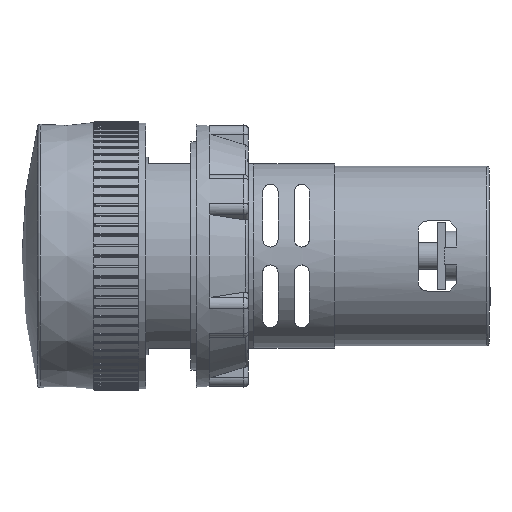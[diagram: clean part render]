
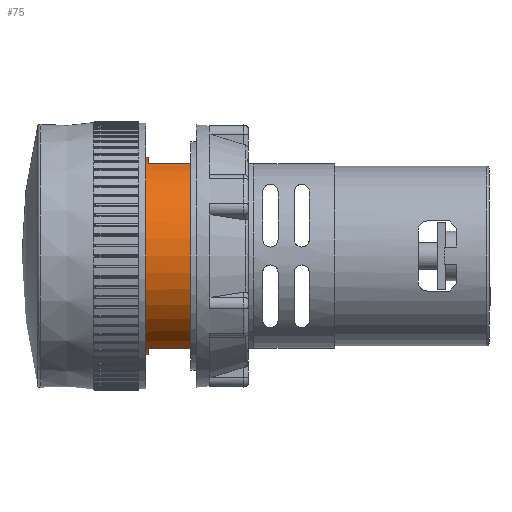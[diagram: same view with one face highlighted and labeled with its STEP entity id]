
A CAD part, left-side view. The second image highlights one B-rep face of the part: STEP entity #75.
In plain terms, the highlighted cylindrical face has radius 11 mm (diameter 22 mm), a full revolution.
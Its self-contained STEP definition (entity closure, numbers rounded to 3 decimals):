
#75=ADVANCED_FACE('',(#831,#833),#835,.T.);
#831=FACE_BOUND('',#832,.T.);
#832=EDGE_LOOP('',(#6203,#6204));
#833=FACE_BOUND('',#834,.T.);
#834=EDGE_LOOP('',(#6205,#6206,#6207,#6208,#6209,#6210,#6211,#6212,#6213,#6214));
#835=CYLINDRICAL_SURFACE('',#836,11.);
#836=AXIS2_PLACEMENT_3D('',#837,#838,#839);
#837=CARTESIAN_POINT('',(0.,-40.15,0.));
#838=DIRECTION('',(0.,1.,0.));
#839=DIRECTION('',(1.,0.,0.));
#6203=ORIENTED_EDGE('',*,*,#10042,.T.);
#6204=ORIENTED_EDGE('',*,*,#10043,.F.);
#6205=ORIENTED_EDGE('',*,*,#10044,.T.);
#6206=ORIENTED_EDGE('',*,*,#10045,.T.);
#6207=ORIENTED_EDGE('',*,*,#10046,.T.);
#6208=ORIENTED_EDGE('',*,*,#10047,.F.);
#6209=ORIENTED_EDGE('',*,*,#10048,.T.);
#6210=ORIENTED_EDGE('',*,*,#10049,.T.);
#6211=ORIENTED_EDGE('',*,*,#10050,.T.);
#6212=ORIENTED_EDGE('',*,*,#10051,.T.);
#6213=ORIENTED_EDGE('',*,*,#10052,.F.);
#6214=ORIENTED_EDGE('',*,*,#10053,.T.);
#10042=EDGE_CURVE('',#12298,#12299,#12300,.T.);
#10043=EDGE_CURVE('',#12298,#12299,#12301,.T.);
#10044=EDGE_CURVE('',#12302,#12303,#12304,.T.);
#10045=EDGE_CURVE('',#12303,#12305,#12306,.T.);
#10046=EDGE_CURVE('',#12305,#12307,#12308,.T.);
#10047=EDGE_CURVE('',#12309,#12307,#12310,.T.);
#10048=EDGE_CURVE('',#12309,#12311,#12312,.T.);
#10049=EDGE_CURVE('',#12311,#12313,#12314,.T.);
#10050=EDGE_CURVE('',#12313,#12315,#12316,.T.);
#10051=EDGE_CURVE('',#12315,#12317,#12318,.T.);
#10052=EDGE_CURVE('',#12319,#12317,#12320,.T.);
#10053=EDGE_CURVE('',#12319,#12302,#12321,.T.);
#12298=VERTEX_POINT('',#16358);
#12299=VERTEX_POINT('',#16359);
#12300=CIRCLE('',#16360,11.);
#12301=CIRCLE('',#16364,11.);
#12302=VERTEX_POINT('',#16368);
#12303=VERTEX_POINT('',#16369);
#12304=CIRCLE('',#16370,11.);
#12305=VERTEX_POINT('',#16374);
#12306=LINE('',#16375,#16376);
#12307=VERTEX_POINT('',#16378);
#12308=CIRCLE('',#16379,11.);
#12309=VERTEX_POINT('',#16383);
#12310=LINE('',#16384,#16385);
#12311=VERTEX_POINT('',#16387);
#12312=CIRCLE('',#16388,11.);
#12313=VERTEX_POINT('',#16392);
#12314=CIRCLE('',#16393,11.);
#12315=VERTEX_POINT('',#16397);
#12316=LINE('',#16398,#16399);
#12317=VERTEX_POINT('',#16401);
#12318=CIRCLE('',#16402,11.);
#12319=VERTEX_POINT('',#16406);
#12320=LINE('',#16407,#16408);
#12321=CIRCLE('',#16410,11.);
#16358=CARTESIAN_POINT('',(11.,0.,0.));
#16359=CARTESIAN_POINT('',(-11.,0.,0.));
#16360=AXIS2_PLACEMENT_3D('',#16361,#16362,#16363);
#16361=CARTESIAN_POINT('',(0.,0.,0.));
#16362=DIRECTION('',(0.,-1.,0.));
#16363=DIRECTION('',(1.,0.,0.));
#16364=AXIS2_PLACEMENT_3D('',#16365,#16366,#16367);
#16365=CARTESIAN_POINT('',(0.,0.,0.));
#16366=DIRECTION('',(0.,1.,0.));
#16367=DIRECTION('',(1.,0.,0.));
#16368=CARTESIAN_POINT('',(11.,-5.,0.));
#16369=CARTESIAN_POINT('',(3.992,-5.,-10.25));
#16370=AXIS2_PLACEMENT_3D('',#16371,#16372,#16373);
#16371=CARTESIAN_POINT('',(0.,-5.,0.));
#16372=DIRECTION('',(0.,1.,0.));
#16373=DIRECTION('',(1.,0.,0.));
#16374=CARTESIAN_POINT('',(3.992,-0.3,-10.25));
#16375=CARTESIAN_POINT('',(3.992,-5.,-10.25));
#16376=VECTOR('',#16377,1.);
#16377=DIRECTION('',(0.,1.,0.));
#16378=CARTESIAN_POINT('',(-3.992,-0.3,-10.25));
#16379=AXIS2_PLACEMENT_3D('',#16380,#16381,#16382);
#16380=CARTESIAN_POINT('',(0.,-0.3,0.));
#16381=DIRECTION('',(0.,1.,0.));
#16382=DIRECTION('',(0.363,0.,-0.932));
#16383=CARTESIAN_POINT('',(-3.992,-5.,-10.25));
#16384=CARTESIAN_POINT('',(-3.992,-5.,-10.25));
#16385=VECTOR('',#16386,1.);
#16386=DIRECTION('',(0.,1.,0.));
#16387=CARTESIAN_POINT('',(-11.,-5.,0.));
#16388=AXIS2_PLACEMENT_3D('',#16389,#16390,#16391);
#16389=CARTESIAN_POINT('',(0.,-5.,0.));
#16390=DIRECTION('',(0.,1.,0.));
#16391=DIRECTION('',(-0.363,0.,-0.932));
#16392=CARTESIAN_POINT('',(-3.992,-5.,10.25));
#16393=AXIS2_PLACEMENT_3D('',#16394,#16395,#16396);
#16394=CARTESIAN_POINT('',(0.,-5.,0.));
#16395=DIRECTION('',(0.,1.,0.));
#16396=DIRECTION('',(-1.,0.,0.));
#16397=CARTESIAN_POINT('',(-3.992,-0.3,10.25));
#16398=CARTESIAN_POINT('',(-3.992,-5.,10.25));
#16399=VECTOR('',#16400,1.);
#16400=DIRECTION('',(0.,1.,0.));
#16401=CARTESIAN_POINT('',(3.992,-0.3,10.25));
#16402=AXIS2_PLACEMENT_3D('',#16403,#16404,#16405);
#16403=CARTESIAN_POINT('',(0.,-0.3,0.));
#16404=DIRECTION('',(0.,1.,0.));
#16405=DIRECTION('',(-0.363,0.,0.932));
#16406=CARTESIAN_POINT('',(3.992,-5.,10.25));
#16407=CARTESIAN_POINT('',(3.992,-5.,10.25));
#16408=VECTOR('',#16409,1.);
#16409=DIRECTION('',(0.,1.,0.));
#16410=AXIS2_PLACEMENT_3D('',#16411,#16412,#16413);
#16411=CARTESIAN_POINT('',(0.,-5.,0.));
#16412=DIRECTION('',(0.,1.,0.));
#16413=DIRECTION('',(0.363,0.,0.932));
